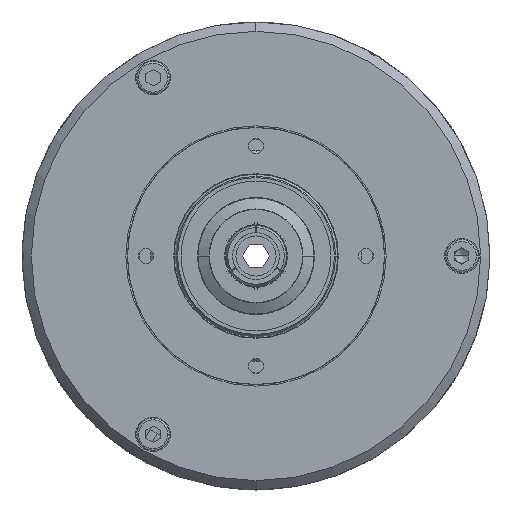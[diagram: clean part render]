
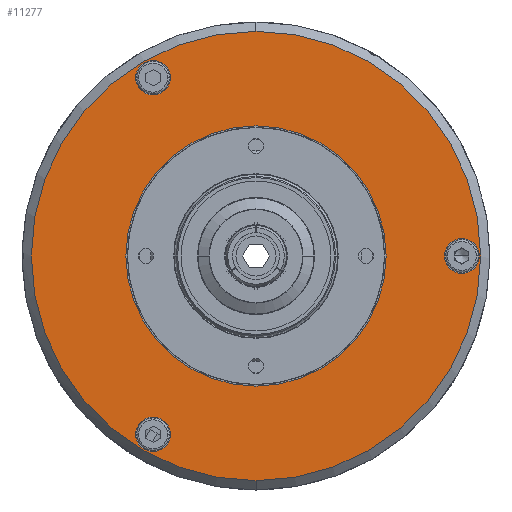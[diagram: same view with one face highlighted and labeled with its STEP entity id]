
A CAD part, left-side view. The second image highlights one B-rep face of the part: STEP entity #11277.
In plain terms, the highlighted planar face has unit normal (-1, 0, 0).
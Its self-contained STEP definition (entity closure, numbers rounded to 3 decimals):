
#1650 = ORIENTED_EDGE ( 'NONE', *, *, #15896, .F. ) ;
#1652 = ORIENTED_EDGE ( 'NONE', *, *, #15911, .F. ) ;
#1655 = ORIENTED_EDGE ( 'NONE', *, *, #15894, .F. ) ;
#1656 = ORIENTED_EDGE ( 'NONE', *, *, #15902, .F. ) ;
#1658 = ORIENTED_EDGE ( 'NONE', *, *, #15864, .F. ) ;
#1660 = ORIENTED_EDGE ( 'NONE', *, *, #15230, .F. ) ;
#1661 = ORIENTED_EDGE ( 'NONE', *, *, #15895, .F. ) ;
#1662 = ORIENTED_EDGE ( 'NONE', *, *, #15623, .F. ) ;
#1665 = ORIENTED_EDGE ( 'NONE', *, *, #15877, .T. ) ;
#1667 = ORIENTED_EDGE ( 'NONE', *, *, #8612, .T. ) ;
#2562 = DIRECTION ( 'NONE',  ( 0., 0., 1. ) ) ;
#2563 = DIRECTION ( 'NONE',  ( -1., 0., 0. ) ) ;
#2564 = CARTESIAN_POINT ( 'NONE',  ( -239., 0., 0. ) ) ;
#2606 = DIRECTION ( 'NONE',  ( 0., 0., 1. ) ) ;
#2607 = DIRECTION ( 'NONE',  ( -1., 0., 0. ) ) ;
#2608 = CARTESIAN_POINT ( 'NONE',  ( -239., -44., 0. ) ) ;
#2620 = DIRECTION ( 'NONE',  ( 0., 0., 1. ) ) ;
#2622 = DIRECTION ( 'NONE',  ( -1., 0., 0. ) ) ;
#2624 = CARTESIAN_POINT ( 'NONE',  ( -239., 0., 0. ) ) ;
#2627 = DIRECTION ( 'NONE',  ( 0., 0., 1. ) ) ;
#2628 = DIRECTION ( 'NONE',  ( -1., 0., 0. ) ) ;
#2629 = CARTESIAN_POINT ( 'NONE',  ( -239., 22., -38.105 ) ) ;
#2632 = DIRECTION ( 'NONE',  ( 0., 0., 1. ) ) ;
#2633 = DIRECTION ( 'NONE',  ( -1., 0., 0. ) ) ;
#2634 = CARTESIAN_POINT ( 'NONE',  ( -239., -44., 0. ) ) ;
#2712 = DIRECTION ( 'NONE',  ( 0., 0., 1. ) ) ;
#2713 = DIRECTION ( 'NONE',  ( -1., 0., 0. ) ) ;
#2714 = CARTESIAN_POINT ( 'NONE',  ( -239., 0., 0. ) ) ;
#2756 = DIRECTION ( 'NONE',  ( 0., 0., 1. ) ) ;
#2757 = DIRECTION ( 'NONE',  ( -1., 0., 0. ) ) ;
#2758 = CARTESIAN_POINT ( 'NONE',  ( -239., 22., 38.105 ) ) ;
#3000 = CARTESIAN_POINT ( 'NONE',  ( -239., 22., -38.105 ) ) ;
#3288 = DIRECTION ( 'NONE',  ( -1., 0., 0. ) ) ;
#3293 = DIRECTION ( 'NONE',  ( 0., 0., 1. ) ) ;
#3671 = CIRCLE ( 'NONE', #10942, 27.8 ) ;
#3681 = CIRCLE ( 'NONE', #10950, 3.7 ) ;
#3689 = CIRCLE ( 'NONE', #10955, 27.8 ) ;
#3690 = CIRCLE ( 'NONE', #10957, 3.7 ) ;
#3692 = CIRCLE ( 'NONE', #10959, 3.7 ) ;
#3711 = CIRCLE ( 'NONE', #10976, 48. ) ;
#3731 = CIRCLE ( 'NONE', #10984, 3.7 ) ;
#4073 = CIRCLE ( 'NONE', #10517, 3.7 ) ;
#4924 = CIRCLE ( 'NONE', #13620, 3.7 ) ;
#6103 = FACE_BOUND ( 'NONE', #16444, .T. ) ;
#6104 = FACE_BOUND ( 'NONE', #16442, .T. ) ;
#6106 = FACE_BOUND ( 'NONE', #16440, .T. ) ;
#6108 = FACE_BOUND ( 'NONE', #16424, .T. ) ;
#6111 = FACE_OUTER_BOUND ( 'NONE', #16445, .T. ) ;
#6203 = DIRECTION ( 'NONE',  ( 0., 0., 1. ) ) ;
#6205 = DIRECTION ( 'NONE',  ( -1., 0., 0. ) ) ;
#6207 = CARTESIAN_POINT ( 'NONE',  ( -239., 0., 0. ) ) ;
#8612 = EDGE_CURVE ( 'NONE', #12954, #12956, #12218, .T. ) ;
#10517 = AXIS2_PLACEMENT_3D ( 'NONE', #3000, #3288, #3293 ) ;
#10942 = AXIS2_PLACEMENT_3D ( 'NONE', #2564, #2563, #2562 ) ;
#10950 = AXIS2_PLACEMENT_3D ( 'NONE', #2608, #2607, #2606 ) ;
#10955 = AXIS2_PLACEMENT_3D ( 'NONE', #2624, #2622, #2620 ) ;
#10957 = AXIS2_PLACEMENT_3D ( 'NONE', #2629, #2628, #2627 ) ;
#10959 = AXIS2_PLACEMENT_3D ( 'NONE', #2634, #2633, #2632 ) ;
#10976 = AXIS2_PLACEMENT_3D ( 'NONE', #2714, #2713, #2712 ) ;
#10984 = AXIS2_PLACEMENT_3D ( 'NONE', #2758, #2757, #2756 ) ;
#11277 = ADVANCED_FACE ( 'NONE', ( #6108, #6103, #6106, #6104, #6111 ), #11773, .F. ) ;
#11770 = DIRECTION ( 'NONE',  ( 0., 0., -1. ) ) ;
#11773 = PLANE ( 'NONE',  #14343 ) ;
#11778 = CARTESIAN_POINT ( 'NONE',  ( -239., 27.8, 0. ) ) ;
#11785 = DIRECTION ( 'NONE',  ( 1., 0., 0. ) ) ;
#12218 = CIRCLE ( 'NONE', #14631, 48. ) ;
#12954 = VERTEX_POINT ( 'NONE', #20669 ) ;
#12956 = VERTEX_POINT ( 'NONE', #20661 ) ;
#12961 = VERTEX_POINT ( 'NONE', #20649 ) ;
#12962 = VERTEX_POINT ( 'NONE', #20648 ) ;
#12965 = VERTEX_POINT ( 'NONE', #20646 ) ;
#12966 = VERTEX_POINT ( 'NONE', #20641 ) ;
#12969 = VERTEX_POINT ( 'NONE', #20637 ) ;
#12970 = VERTEX_POINT ( 'NONE', #20642 ) ;
#12973 = VERTEX_POINT ( 'NONE', #20621 ) ;
#12974 = VERTEX_POINT ( 'NONE', #20622 ) ;
#13620 = AXIS2_PLACEMENT_3D ( 'NONE', #19666, #19665, #19664 ) ;
#14343 = AXIS2_PLACEMENT_3D ( 'NONE', #11778, #11785, #11770 ) ;
#14631 = AXIS2_PLACEMENT_3D ( 'NONE', #6207, #6205, #6203 ) ;
#15230 = EDGE_CURVE ( 'NONE', #12969, #12970, #4924, .T. ) ;
#15623 = EDGE_CURVE ( 'NONE', #12973, #12974, #4073, .T. ) ;
#15864 = EDGE_CURVE ( 'NONE', #12970, #12969, #3731, .T. ) ;
#15877 = EDGE_CURVE ( 'NONE', #12956, #12954, #3711, .T. ) ;
#15894 = EDGE_CURVE ( 'NONE', #12966, #12965, #3692, .T. ) ;
#15895 = EDGE_CURVE ( 'NONE', #12974, #12973, #3690, .T. ) ;
#15896 = EDGE_CURVE ( 'NONE', #12962, #12961, #3689, .T. ) ;
#15902 = EDGE_CURVE ( 'NONE', #12965, #12966, #3681, .T. ) ;
#15911 = EDGE_CURVE ( 'NONE', #12961, #12962, #3671, .T. ) ;
#16424 = EDGE_LOOP ( 'NONE', ( #1650, #1652 ) ) ;
#16440 = EDGE_LOOP ( 'NONE', ( #1658, #1660 ) ) ;
#16442 = EDGE_LOOP ( 'NONE', ( #1661, #1662 ) ) ;
#16444 = EDGE_LOOP ( 'NONE', ( #1655, #1656 ) ) ;
#16445 = EDGE_LOOP ( 'NONE', ( #1665, #1667 ) ) ;
#19664 = DIRECTION ( 'NONE',  ( 0., 0., 1. ) ) ;
#19665 = DIRECTION ( 'NONE',  ( -1., 0., 0. ) ) ;
#19666 = CARTESIAN_POINT ( 'NONE',  ( -239., 22., 38.105 ) ) ;
#20621 = CARTESIAN_POINT ( 'NONE',  ( -239., 22., -41.805 ) ) ;
#20622 = CARTESIAN_POINT ( 'NONE',  ( -239., 22., -34.405 ) ) ;
#20637 = CARTESIAN_POINT ( 'NONE',  ( -239., 22., 34.405 ) ) ;
#20641 = CARTESIAN_POINT ( 'NONE',  ( -239., -44., 3.7 ) ) ;
#20642 = CARTESIAN_POINT ( 'NONE',  ( -239., 22., 41.805 ) ) ;
#20646 = CARTESIAN_POINT ( 'NONE',  ( -239., -44., -3.7 ) ) ;
#20648 = CARTESIAN_POINT ( 'NONE',  ( -239., 0., 27.8 ) ) ;
#20649 = CARTESIAN_POINT ( 'NONE',  ( -239., 0., -27.8 ) ) ;
#20661 = CARTESIAN_POINT ( 'NONE',  ( -239., 0., -48. ) ) ;
#20669 = CARTESIAN_POINT ( 'NONE',  ( -239., 0., 48. ) ) ;
